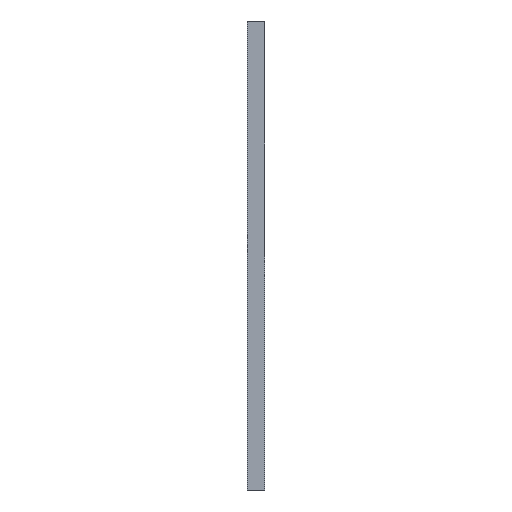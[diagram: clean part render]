
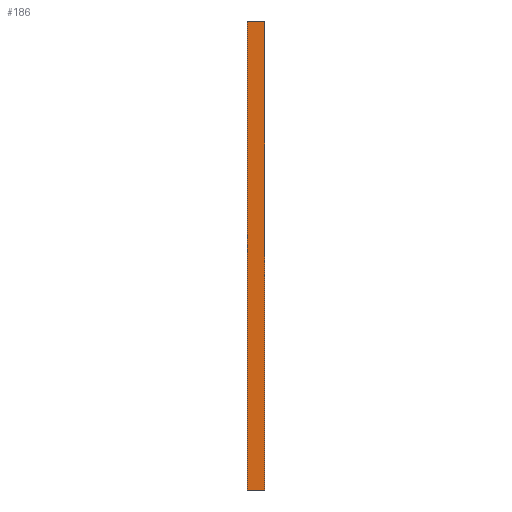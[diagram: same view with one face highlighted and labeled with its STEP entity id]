
A CAD part, left-side view. The second image highlights one B-rep face of the part: STEP entity #186.
In plain terms, the highlighted planar face has unit normal (-1, 0, 0).
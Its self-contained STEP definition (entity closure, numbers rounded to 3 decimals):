
#3 = CARTESIAN_POINT ( 'NONE',  ( -7500., 15., 200. ) ) ;
#19 = ORIENTED_EDGE ( 'NONE', *, *, #232, .T. ) ;
#24 = CARTESIAN_POINT ( 'NONE',  ( -7500., 15., -200. ) ) ;
#44 = CARTESIAN_POINT ( 'NONE',  ( -7500., 0., -200. ) ) ;
#45 = PLANE ( 'NONE',  #115 ) ;
#52 = ORIENTED_EDGE ( 'NONE', *, *, #66, .F. ) ;
#55 = DIRECTION ( 'NONE',  ( 0., -1., 0. ) ) ;
#60 = DIRECTION ( 'NONE',  ( 0., 0., 1. ) ) ;
#66 = EDGE_CURVE ( 'NONE', #80, #129, #236, .T. ) ;
#70 = VERTEX_POINT ( 'NONE', #187 ) ;
#75 = EDGE_CURVE ( 'NONE', #80, #203, #94, .T. ) ;
#80 = VERTEX_POINT ( 'NONE', #24 ) ;
#83 = FACE_OUTER_BOUND ( 'NONE', #113, .T. ) ;
#85 = CARTESIAN_POINT ( 'NONE',  ( -7500., 0., -200. ) ) ;
#89 = ORIENTED_EDGE ( 'NONE', *, *, #75, .T. ) ;
#94 = LINE ( 'NONE', #170, #127 ) ;
#101 = DIRECTION ( 'NONE',  ( 0., 0., -1. ) ) ;
#113 = EDGE_LOOP ( 'NONE', ( #19, #124, #52, #89 ) ) ;
#115 = AXIS2_PLACEMENT_3D ( 'NONE', #136, #157, #101 ) ;
#124 = ORIENTED_EDGE ( 'NONE', *, *, #128, .F. ) ;
#127 = VECTOR ( 'NONE', #130, 1000. ) ;
#128 = EDGE_CURVE ( 'NONE', #129, #70, #168, .T. ) ;
#129 = VERTEX_POINT ( 'NONE', #3 ) ;
#130 = DIRECTION ( 'NONE',  ( 0., -1., 0. ) ) ;
#136 = CARTESIAN_POINT ( 'NONE',  ( -7500., 15., -200. ) ) ;
#157 = DIRECTION ( 'NONE',  ( 1., 0., 0. ) ) ;
#168 = LINE ( 'NONE', #220, #219 ) ;
#170 = CARTESIAN_POINT ( 'NONE',  ( -7500., 15., -200. ) ) ;
#172 = LINE ( 'NONE', #44, #208 ) ;
#177 = DIRECTION ( 'NONE',  ( 0., 0., 1. ) ) ;
#186 = ADVANCED_FACE ( 'NONE', ( #83 ), #45, .F. ) ;
#187 = CARTESIAN_POINT ( 'NONE',  ( -7500., 0., 200. ) ) ;
#203 = VERTEX_POINT ( 'NONE', #85 ) ;
#208 = VECTOR ( 'NONE', #177, 1000. ) ;
#219 = VECTOR ( 'NONE', #55, 1000. ) ;
#220 = CARTESIAN_POINT ( 'NONE',  ( -7500., 15., 200. ) ) ;
#224 = CARTESIAN_POINT ( 'NONE',  ( -7500., 15., -200. ) ) ;
#229 = VECTOR ( 'NONE', #60, 1000. ) ;
#232 = EDGE_CURVE ( 'NONE', #203, #70, #172, .T. ) ;
#236 = LINE ( 'NONE', #224, #229 ) ;
